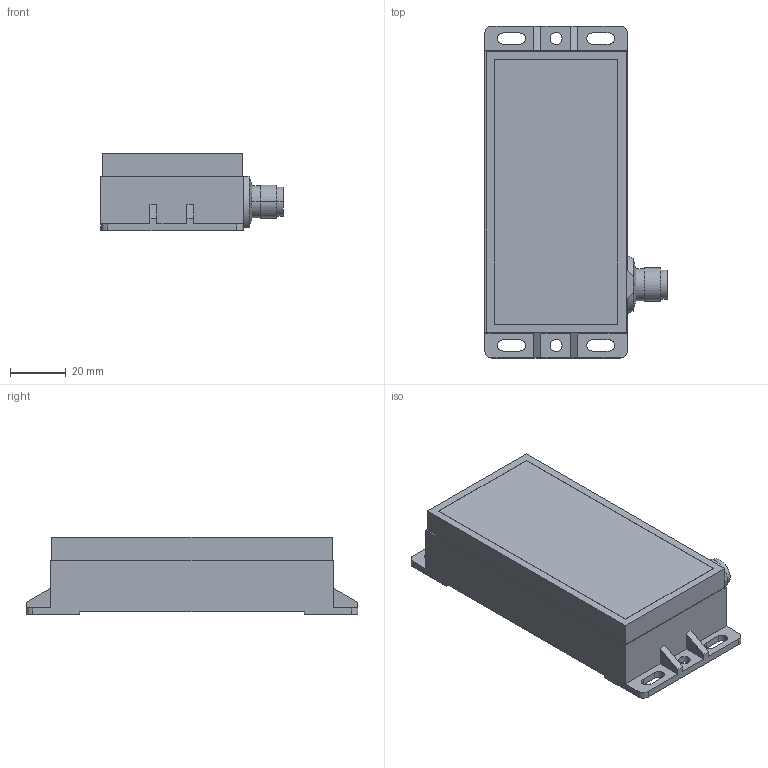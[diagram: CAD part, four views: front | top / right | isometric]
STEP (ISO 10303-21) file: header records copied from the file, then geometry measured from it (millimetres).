
FILE_DESCRIPTION((''),'2;1');
FILE_NAME('DBCAD2611_REF-A35','2017-06-08T',('cmozuch'),(''),'PRO/ENGINEER BY PARAMETRIC TECHNOLOGY CORPORATION, 2015440','PRO/ENGINEER BY PARAMETRIC TECHNOLOGY CORPORATION, 2015440','');
FILE_SCHEMA(('CONFIG_CONTROL_DESIGN'));
Length unit declared in the file: millimetre
Products named in the file (1): DBCAD2611_REF-A35
Bounding box: 65.3 x 119 x 27.8 mm (x, y, z)
Volume: 140713.8 mm3; surface area: 22129.2 mm2
Topology: 1 solids, 1 shells, 116 faces, 309 edges, 206 vertices
Faces by surface type: plane 64, cylinder 48, cone 4
Entity records: 5220 total; most frequent: CARTESIAN_POINT 666, DIRECTION 637, ORIENTED_EDGE 618, EDGE_CURVE 309, FILL_AREA_STYLE_COLOUR 232, FILL_AREA_STYLE 232, SURFACE_STYLE_FILL_AREA 232, SURFACE_SIDE_STYLE 232
